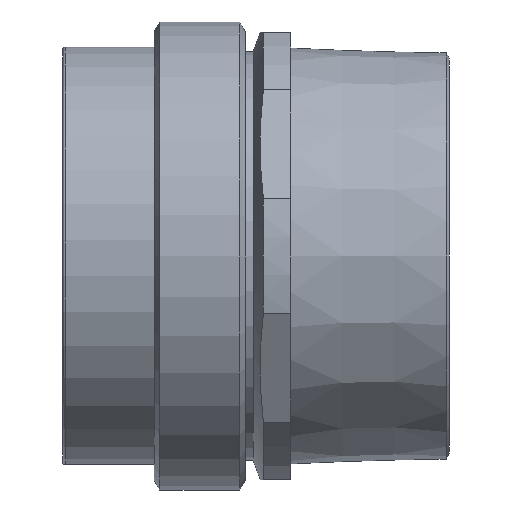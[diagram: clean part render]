
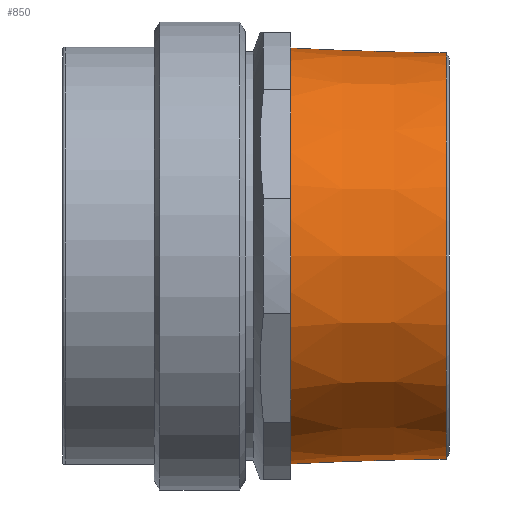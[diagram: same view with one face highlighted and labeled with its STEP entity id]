
A CAD part, left-side view. The second image highlights one B-rep face of the part: STEP entity #850.
In plain terms, the highlighted conical face has half-angle 1.789 degrees and reference radius 57.223 mm.
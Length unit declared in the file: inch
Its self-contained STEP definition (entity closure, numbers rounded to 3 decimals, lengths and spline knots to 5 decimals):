
#18=CONICAL_SURFACE('',#933,2.25286,0.031);
#60=CIRCLE('',#915,2.27947);
#61=CIRCLE('',#916,2.27947);
#71=CIRCLE('',#934,2.22625);
#72=CIRCLE('',#935,2.22625);
#145=FACE_OUTER_BOUND('',#190,.T.);
#190=EDGE_LOOP('',(#607,#608,#609,#610,#611,#612));
#246=LINE('',#1411,#287);
#287=VECTOR('',#1112,2.25286);
#339=VERTEX_POINT('',#1382);
#340=VERTEX_POINT('',#1383);
#344=VERTEX_POINT('',#1407);
#345=VERTEX_POINT('',#1408);
#433=EDGE_CURVE('',#339,#340,#60,.T.);
#434=EDGE_CURVE('',#340,#339,#61,.T.);
#445=EDGE_CURVE('',#344,#345,#71,.T.);
#446=EDGE_CURVE('',#345,#344,#72,.T.);
#447=EDGE_CURVE('',#345,#340,#246,.T.);
#607=ORIENTED_EDGE('',*,*,#445,.F.);
#608=ORIENTED_EDGE('',*,*,#446,.F.);
#609=ORIENTED_EDGE('',*,*,#447,.T.);
#610=ORIENTED_EDGE('',*,*,#434,.T.);
#611=ORIENTED_EDGE('',*,*,#433,.T.);
#612=ORIENTED_EDGE('',*,*,#447,.F.);
#850=ADVANCED_FACE('',(#145),#18,.T.);
#915=AXIS2_PLACEMENT_3D('',#1384,#1069,#1070);
#916=AXIS2_PLACEMENT_3D('',#1385,#1071,#1072);
#933=AXIS2_PLACEMENT_3D('',#1406,#1106,#1107);
#934=AXIS2_PLACEMENT_3D('',#1409,#1108,#1109);
#935=AXIS2_PLACEMENT_3D('',#1410,#1110,#1111);
#1069=DIRECTION('center_axis',(0.,-1.,0.));
#1070=DIRECTION('ref_axis',(-1.,0.,0.));
#1071=DIRECTION('center_axis',(0.,-1.,0.));
#1072=DIRECTION('ref_axis',(-1.,0.,0.));
#1106=DIRECTION('center_axis',(0.,1.,0.));
#1107=DIRECTION('ref_axis',(1.,0.,0.));
#1108=DIRECTION('center_axis',(0.,-1.,0.));
#1109=DIRECTION('ref_axis',(-1.,0.,0.));
#1110=DIRECTION('center_axis',(0.,-1.,0.));
#1111=DIRECTION('ref_axis',(-1.,0.,0.));
#1112=DIRECTION('',(-0.031,1.,0.));
#1382=CARTESIAN_POINT('',(2.27947,-0.49747,0.));
#1383=CARTESIAN_POINT('',(-2.27947,-0.49747,0.));
#1384=CARTESIAN_POINT('Origin',(0.,-0.49747,
0.));
#1385=CARTESIAN_POINT('Origin',(0.,-0.49747,
0.));
#1406=CARTESIAN_POINT('Origin',(0.,-1.34943,
0.));
#1407=CARTESIAN_POINT('',(2.22625,-2.20139,0.));
#1408=CARTESIAN_POINT('',(-2.22625,-2.20139,0.));
#1409=CARTESIAN_POINT('Origin',(0.,-2.20139,
0.));
#1410=CARTESIAN_POINT('Origin',(0.,-2.20139,
0.));
#1411=CARTESIAN_POINT('',(-2.25286,-1.34943,0.));
